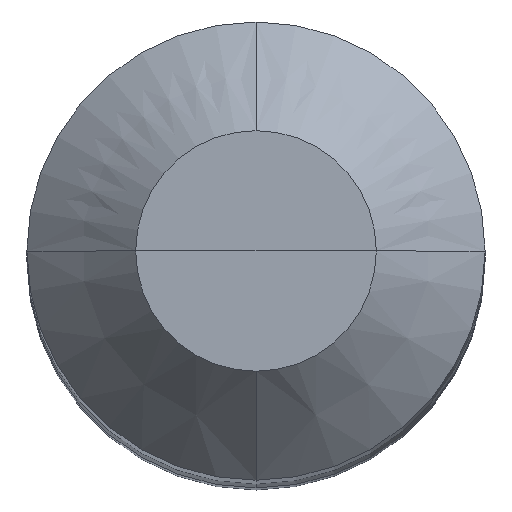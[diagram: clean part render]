
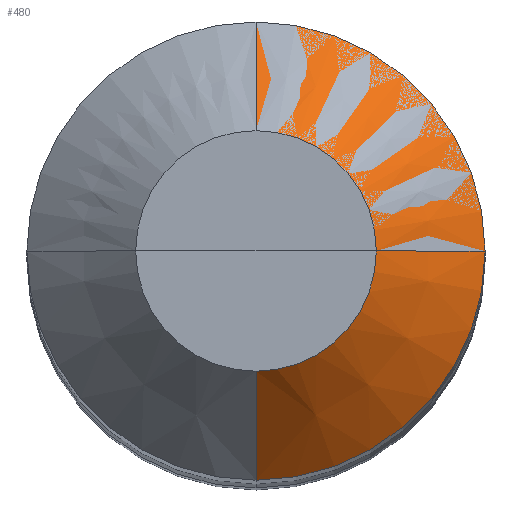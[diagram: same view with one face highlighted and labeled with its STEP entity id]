
A CAD part, top view. The second image highlights one B-rep face of the part: STEP entity #480.
In plain terms, the highlighted conical face has half-angle 45 degrees and reference radius 3.05 mm.
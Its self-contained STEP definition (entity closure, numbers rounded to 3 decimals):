
#259=DIRECTION('',(0.,-0.707,-0.707));
#260=VECTOR('',#259,2.687);
#261=CARTESIAN_POINT('',(0.,4.,1.9));
#262=LINE('',#261,#260);
#266=DIRECTION('',(0.,0.707,-0.707));
#267=VECTOR('',#266,2.687);
#268=CARTESIAN_POINT('',(0.,-4.,1.9));
#269=LINE('',#268,#267);
#281=CARTESIAN_POINT('',(0.,0.,1.9));
#282=DIRECTION('',(0.,0.,1.));
#283=DIRECTION('',(0.,1.,0.));
#284=AXIS2_PLACEMENT_3D('',#281,#282,#283);
#297=CARTESIAN_POINT('',(0.,0.,0.));
#298=DIRECTION('',(0.,0.,1.));
#299=DIRECTION('',(0.,1.,0.));
#300=AXIS2_PLACEMENT_3D('',#297,#298,#299);
#305=CARTESIAN_POINT('',(0.,4.,1.9));
#306=CARTESIAN_POINT('',(0.,2.1,0.));
#307=VERTEX_POINT('',#305);
#308=VERTEX_POINT('',#306);
#309=CARTESIAN_POINT('',(0.,-4.,1.9));
#310=CARTESIAN_POINT('',(0.,-2.1,0.));
#311=VERTEX_POINT('',#309);
#312=VERTEX_POINT('',#310);
#468=CARTESIAN_POINT('',(0.,0.,0.95));
#469=DIRECTION('',(0.,0.,1.));
#470=DIRECTION('',(0.,-1.,0.));
#471=AXIS2_PLACEMENT_3D('',#468,#469,#470);
#472=CONICAL_SURFACE('',#471,3.05,45.);
#473=ORIENTED_EDGE('',*,*,#458,.F.);
#474=ORIENTED_EDGE('',*,*,#340,.T.);
#475=ORIENTED_EDGE('',*,*,#462,.T.);
#477=ORIENTED_EDGE('',*,*,#476,.F.);
#478=EDGE_LOOP('',(#473,#474,#475,#477));
#479=FACE_OUTER_BOUND('',#478,.F.);
#285=CIRCLE('',#284,4.);
#301=CIRCLE('',#300,2.1);
#340=EDGE_CURVE('',#307,#311,#285,.T.);
#458=EDGE_CURVE('',#307,#308,#262,.T.);
#462=EDGE_CURVE('',#311,#312,#269,.T.);
#476=EDGE_CURVE('',#308,#312,#301,.T.);
#480=ADVANCED_FACE('',(#479),#472,.T.);
